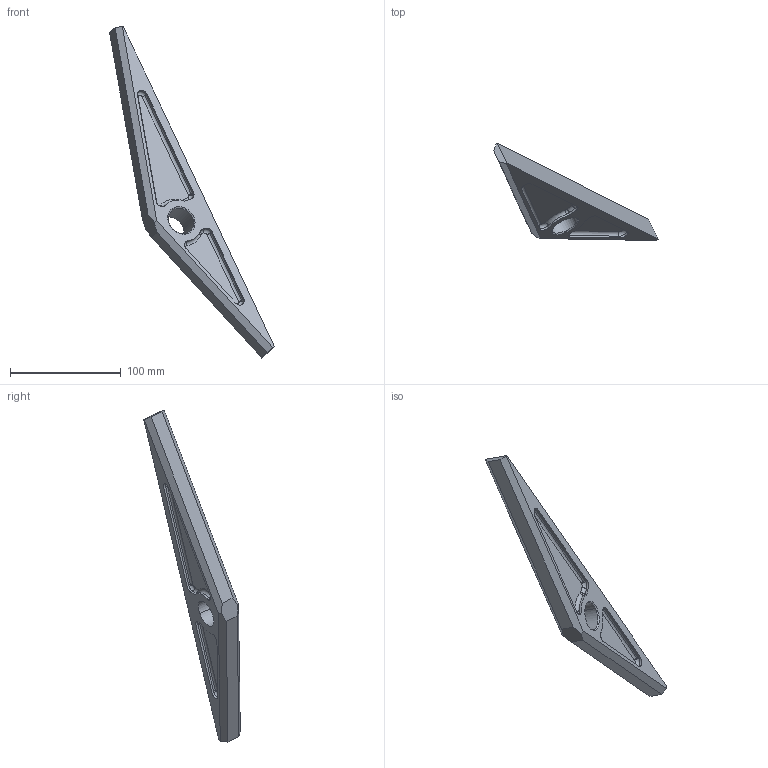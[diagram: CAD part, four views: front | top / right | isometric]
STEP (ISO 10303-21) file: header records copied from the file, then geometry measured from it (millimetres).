
FILE_DESCRIPTION (( 'STEP AP203' ), '1' );
FILE_NAME ('plaque-1.STEP', '2021-07-23T14:17:37', ( '' ), ( '' ), 'SwSTEP 2.0', 'SolidWorks 2018', '' );
FILE_SCHEMA (( 'CONFIG_CONTROL_DESIGN' ));
Length unit declared in the file: millimetre
Products named in the file (1): plaque-1
Bounding box: 148.98 x 87.24 x 299.94 mm (x, y, z)
Volume: 185275.7 mm3; surface area: 39612.5 mm2
Topology: 1 solids, 1 shells, 102 faces, 248 edges, 152 vertices
Faces by surface type: cylinder 44, torus 28, plane 28, cone 2
Entity records: 3089 total; most frequent: DIRECTION 590, CARTESIAN_POINT 503, ORIENTED_EDGE 496, EDGE_CURVE 248, AXIS2_PLACEMENT_3D 239, VERTEX_POINT 152, CIRCLE 136, VECTOR 112
